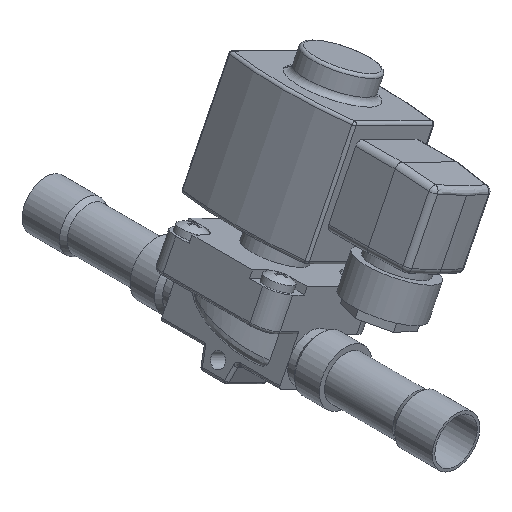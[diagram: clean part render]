
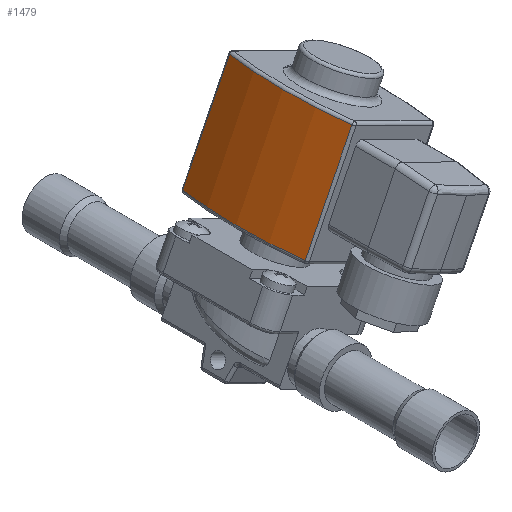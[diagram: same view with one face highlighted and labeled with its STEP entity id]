
A CAD part, isometric view. The second image highlights one B-rep face of the part: STEP entity #1479.
In plain terms, the highlighted cylindrical face has radius 82 mm (diameter 164 mm), a partial arc.
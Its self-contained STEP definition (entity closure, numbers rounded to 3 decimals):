
#1438=CARTESIAN_POINT('',(67.918,-55.096,40.639));
#1439=DIRECTION('',(0.444,0.,0.896));
#1440=DIRECTION('',(0.,-1.,0.));
#1441=AXIS2_PLACEMENT_3D('',#1438,#1439,#1440);
#1442=CYLINDRICAL_SURFACE('',#1441,82.);
#1443=CARTESIAN_POINT('',(15.678,-31.812,112.289));
#1444=VERTEX_POINT('',#1443);
#1445=CARTESIAN_POINT('',(-2.085,-31.812,76.449));
#1446=VERTEX_POINT('',#1445);
#1447=CARTESIAN_POINT('',(15.678,-31.812,112.289));
#1448=DIRECTION('',(-0.444,-0.,-0.896));
#1449=VECTOR('',#1448,40.);
#1450=LINE('',#1447,#1449);
#1451=EDGE_CURVE('NONE',#1444,#1446,#1450,.T.);
#1452=ORIENTED_EDGE('',*,*,#1451,.T.);
#1453=CARTESIAN_POINT('',(-2.085,-78.38,76.449));
#1454=VERTEX_POINT('',#1453);
#1455=CARTESIAN_POINT('',(68.362,-55.096,41.535));
#1456=DIRECTION('',(0.444,0.,0.896));
#1457=DIRECTION('',(0.,-1.,0.));
#1458=AXIS2_PLACEMENT_3D('',#1455,#1456,#1457);
#1459=CIRCLE('',#1458,82.);
#1460=EDGE_CURVE('NONE',#1446,#1454,#1459,.T.);
#1461=ORIENTED_EDGE('',*,*,#1460,.T.);
#1462=CARTESIAN_POINT('',(15.678,-78.38,112.289));
#1463=VERTEX_POINT('',#1462);
#1464=CARTESIAN_POINT('',(-2.085,-78.38,76.449));
#1465=DIRECTION('',(0.444,0.,0.896));
#1466=VECTOR('',#1465,40.);
#1467=LINE('',#1464,#1466);
#1468=EDGE_CURVE('NONE',#1454,#1463,#1467,.T.);
#1469=ORIENTED_EDGE('',*,*,#1468,.T.);
#1470=CARTESIAN_POINT('',(86.125,-55.096,77.375));
#1471=DIRECTION('',(-0.444,-0.,-0.896));
#1472=DIRECTION('',(0.,-1.,0.));
#1473=AXIS2_PLACEMENT_3D('',#1470,#1471,#1472);
#1474=CIRCLE('',#1473,82.);
#1475=EDGE_CURVE('NONE',#1463,#1444,#1474,.T.);
#1476=ORIENTED_EDGE('',*,*,#1475,.T.);
#1477=EDGE_LOOP('',(#1452,#1461,#1469,#1476));
#1478=FACE_BOUND('',#1477,.T.);
#1479=ADVANCED_FACE('NONE',(#1478),#1442,.T.);
